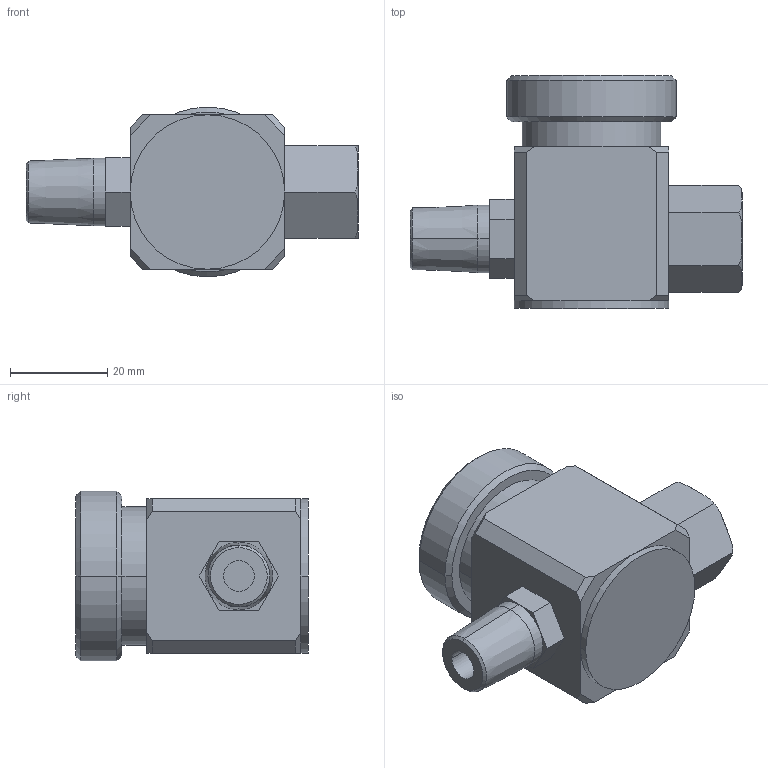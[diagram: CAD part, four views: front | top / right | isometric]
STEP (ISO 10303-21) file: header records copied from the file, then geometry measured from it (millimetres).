
FILE_DESCRIPTION((''),'2;1');
FILE_NAME('MIND-0001-XX','2024-02-06T10:58:42',('DLachman'),('MATHESON TRI-GAS'),'CREO PARAMETRIC BY PTC INC, 2022281','CREO PARAMETRIC BY PTC INC, 2022281','');
FILE_SCHEMA(('CONFIG_CONTROL_DESIGN'));
Length unit declared in the file: inch
Products named in the file (1): MIND-0001-XX
Bounding box: 68.28 x 47.88 x 34.92 mm (x, y, z)
Volume: 50558 mm3; surface area: 10805.2 mm2
Topology: 1 solids, 1 shells, 70 faces, 160 edges, 100 vertices
Faces by surface type: plane 42, cylinder 12, cone 10, torus 6
Entity records: 2098 total; most frequent: CARTESIAN_POINT 464, DIRECTION 332, ORIENTED_EDGE 320, EDGE_CURVE 160, AXIS2_PLACEMENT_3D 114, VECTOR 104, LINE 104, VERTEX_POINT 100
